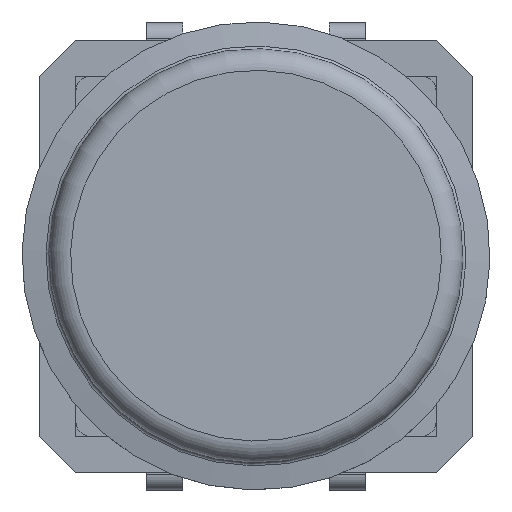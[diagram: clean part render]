
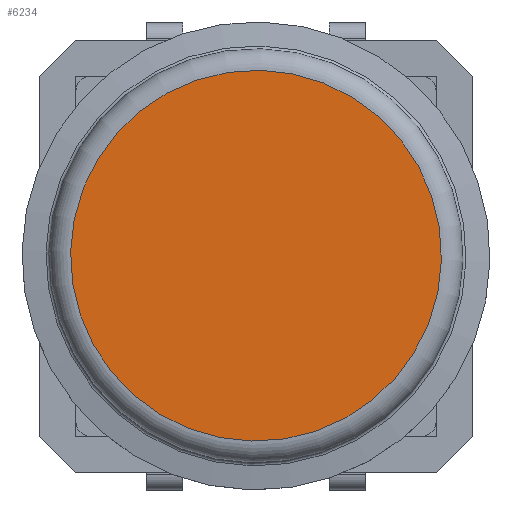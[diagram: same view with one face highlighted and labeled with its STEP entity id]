
A CAD part, top view. The second image highlights one B-rep face of the part: STEP entity #6234.
In plain terms, the highlighted planar face has unit normal (0, 0, 1).
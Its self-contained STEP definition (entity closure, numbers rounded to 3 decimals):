
#237=FACE_OUTER_BOUND('',#600,.T.);
#600=EDGE_LOOP('',(#4381));
#2349=CIRCLE('',#6602,5.15);
#2639=VERTEX_POINT('',#9239);
#3268=EDGE_CURVE('',#2639,#2639,#2349,.T.);
#4381=ORIENTED_EDGE('',*,*,#3268,.T.);
#5978=PLANE('',#6647);
#6234=ADVANCED_FACE('',(#237),#5978,.T.);
#6602=AXIS2_PLACEMENT_3D('',#9240,#7320,#7321);
#6647=AXIS2_PLACEMENT_3D('',#9333,#7440,#7441);
#7320=DIRECTION('center_axis',(0.,0.,1.));
#7321=DIRECTION('ref_axis',(-1.,0.,0.));
#7440=DIRECTION('center_axis',(0.,0.,1.));
#7441=DIRECTION('ref_axis',(1.,0.,0.));
#9239=CARTESIAN_POINT('',(-4.52,-2.469,11.9));
#9240=CARTESIAN_POINT('Origin',(0.,0.,11.9));
#9333=CARTESIAN_POINT('Origin',(0.,0.,11.9));
